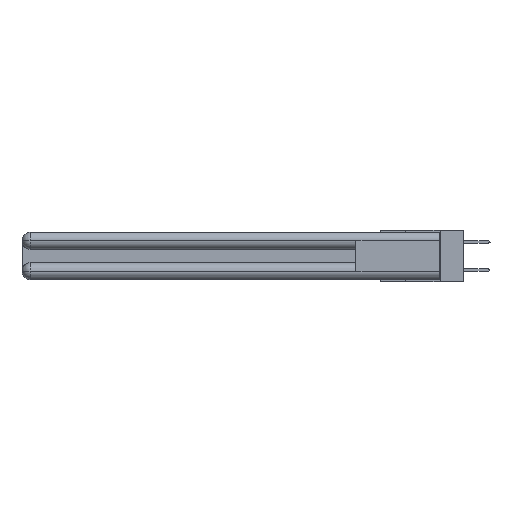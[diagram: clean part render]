
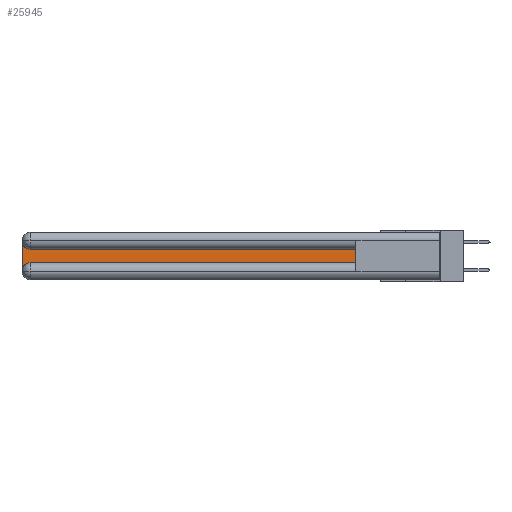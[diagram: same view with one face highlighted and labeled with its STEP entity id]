
A CAD part, left-side view. The second image highlights one B-rep face of the part: STEP entity #25945.
In plain terms, the highlighted planar face has unit normal (-1, 0, 0).
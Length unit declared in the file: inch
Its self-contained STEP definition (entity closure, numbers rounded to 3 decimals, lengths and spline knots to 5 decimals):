
#309 = DIRECTION ( 'NONE',  ( 0., 0., -1. ) ) ;
#1820 = ORIENTED_EDGE ( 'NONE', *, *, #19295, .T. ) ;
#2044 = CARTESIAN_POINT ( 'NONE',  ( 0.075, 3., -0.0625 ) ) ;
#2391 = VERTEX_POINT ( 'NONE', #23996 ) ;
#2674 = DIRECTION ( 'NONE',  ( 0., 0., -1. ) ) ;
#2865 = VECTOR ( 'NONE', #29551, 39.37008 ) ;
#3095 = CIRCLE ( 'NONE', #16233, 0.06 ) ;
#3239 = CARTESIAN_POINT ( 'NONE',  ( 0.075, 0.6, -0.2175 ) ) ;
#3257 = EDGE_CURVE ( 'NONE', #4478, #2391, #23911, .T. ) ;
#4478 = VERTEX_POINT ( 'NONE', #29478 ) ;
#5665 = EDGE_CURVE ( 'NONE', #13867, #20779, #3095, .T. ) ;
#6362 = DIRECTION ( 'NONE',  ( 0., 0., -1. ) ) ;
#7174 = AXIS2_PLACEMENT_3D ( 'NONE', #7618, #19942, #2674 ) ;
#7618 = CARTESIAN_POINT ( 'NONE',  ( 0.075, 2.94, -0.2775 ) ) ;
#7658 = CARTESIAN_POINT ( 'NONE',  ( 0.075, 0.6, -0.2175 ) ) ;
#8941 = VECTOR ( 'NONE', #23189, 39.37008 ) ;
#9041 = EDGE_CURVE ( 'NONE', #31020, #13867, #18522, .T. ) ;
#10570 = CARTESIAN_POINT ( 'NONE',  ( 0.075, 3., -0.1225 ) ) ;
#11700 = DIRECTION ( 'NONE',  ( 1., 0., 0. ) ) ;
#11887 = CARTESIAN_POINT ( 'NONE',  ( 0.075, 2.94, -0.1225 ) ) ;
#13867 = VERTEX_POINT ( 'NONE', #11887 ) ;
#13933 = CARTESIAN_POINT ( 'NONE',  ( 0.075, 0.6, -0.1225 ) ) ;
#15736 = FACE_OUTER_BOUND ( 'NONE', #28264, .T. ) ;
#16233 = AXIS2_PLACEMENT_3D ( 'NONE', #26710, #11700, #26817 ) ;
#16581 = ORIENTED_EDGE ( 'NONE', *, *, #5665, .T. ) ;
#16726 = ORIENTED_EDGE ( 'NONE', *, *, #17099, .T. ) ;
#17097 = CARTESIAN_POINT ( 'NONE',  ( 0.075, 0.6, -0.1225 ) ) ;
#17099 = EDGE_CURVE ( 'NONE', #2391, #19634, #18371, .T. ) ;
#17228 = VECTOR ( 'NONE', #25494, 39.37008 ) ;
#18371 = LINE ( 'NONE', #3239, #17228 ) ;
#18522 = LINE ( 'NONE', #17097, #2865 ) ;
#18873 = EDGE_CURVE ( 'NONE', #19634, #31020, #28362, .T. ) ;
#19295 = EDGE_CURVE ( 'NONE', #20779, #4478, #28347, .T. ) ;
#19634 = VERTEX_POINT ( 'NONE', #7658 ) ;
#19942 = DIRECTION ( 'NONE',  ( 1., 0., 0. ) ) ;
#20779 = VERTEX_POINT ( 'NONE', #2044 ) ;
#20789 = ORIENTED_EDGE ( 'NONE', *, *, #3257, .T. ) ;
#21302 = CARTESIAN_POINT ( 'NONE',  ( 0.075, 3., -0.2175 ) ) ;
#23189 = DIRECTION ( 'NONE',  ( 0., 0., 1. ) ) ;
#23911 = CIRCLE ( 'NONE', #7174, 0.06 ) ;
#23996 = CARTESIAN_POINT ( 'NONE',  ( 0.075, 2.94, -0.2175 ) ) ;
#24675 = ORIENTED_EDGE ( 'NONE', *, *, #9041, .T. ) ;
#25281 = PLANE ( 'NONE',  #26549 ) ;
#25494 = DIRECTION ( 'NONE',  ( 0., -1., 0. ) ) ;
#25945 = ADVANCED_FACE ( 'NONE', ( #15736 ), #25281, .F. ) ;
#26549 = AXIS2_PLACEMENT_3D ( 'NONE', #10570, #30478, #309 ) ;
#26710 = CARTESIAN_POINT ( 'NONE',  ( 0.075, 2.94, -0.0625 ) ) ;
#26817 = DIRECTION ( 'NONE',  ( 0., 0., -1. ) ) ;
#28264 = EDGE_LOOP ( 'NONE', ( #24675, #16581, #1820, #20789, #16726, #31265 ) ) ;
#28276 = CARTESIAN_POINT ( 'NONE',  ( 0.075, 0.6, -0.2175 ) ) ;
#28347 = LINE ( 'NONE', #21302, #30691 ) ;
#28362 = LINE ( 'NONE', #28276, #8941 ) ;
#29478 = CARTESIAN_POINT ( 'NONE',  ( 0.075, 3., -0.2775 ) ) ;
#29551 = DIRECTION ( 'NONE',  ( 0., 1., 0. ) ) ;
#30478 = DIRECTION ( 'NONE',  ( 1., 0., 0. ) ) ;
#30691 = VECTOR ( 'NONE', #6362, 39.37008 ) ;
#31020 = VERTEX_POINT ( 'NONE', #13933 ) ;
#31265 = ORIENTED_EDGE ( 'NONE', *, *, #18873, .T. ) ;
